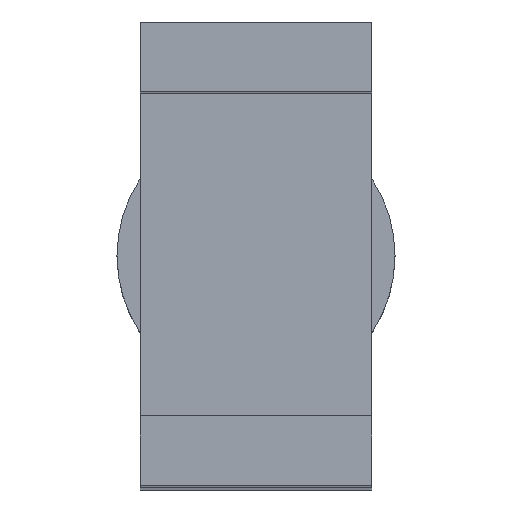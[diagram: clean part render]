
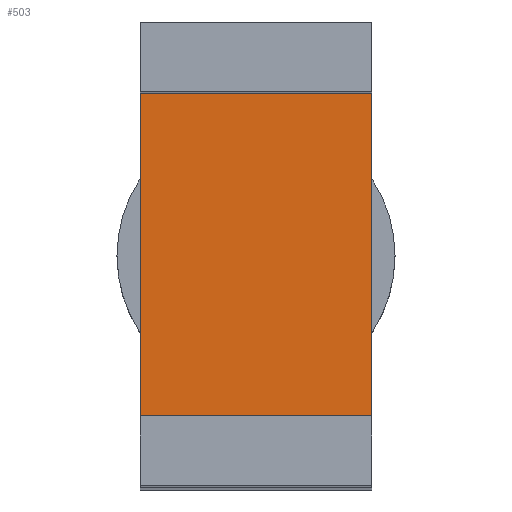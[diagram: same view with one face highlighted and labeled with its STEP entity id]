
A CAD part, top view. The second image highlights one B-rep face of the part: STEP entity #503.
In plain terms, the highlighted planar face has unit normal (0, 0, 1).
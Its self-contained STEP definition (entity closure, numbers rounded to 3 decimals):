
#20 = DIRECTION ( 'NONE',  ( 0., 1., 0. ) ) ;
#70 = VECTOR ( 'NONE', #774, 1000. ) ;
#100 = LINE ( 'NONE', #296, #1071 ) ;
#144 = CARTESIAN_POINT ( 'NONE',  ( -3., -4.2, 10.8 ) ) ;
#233 = VERTEX_POINT ( 'NONE', #1041 ) ;
#237 = EDGE_CURVE ( 'NONE', #1027, #233, #338, .T. ) ;
#272 = VERTEX_POINT ( 'NONE', #1081 ) ;
#296 = CARTESIAN_POINT ( 'NONE',  ( 3., -4.2, 10.8 ) ) ;
#301 = CARTESIAN_POINT ( 'NONE',  ( 0., 0., 10.8 ) ) ;
#338 = LINE ( 'NONE', #419, #70 ) ;
#391 = FACE_OUTER_BOUND ( 'NONE', #981, .T. ) ;
#419 = CARTESIAN_POINT ( 'NONE',  ( -3., -4.2, 10.8 ) ) ;
#479 = EDGE_CURVE ( 'NONE', #233, #272, #100, .T. ) ;
#503 = ADVANCED_FACE ( 'NONE', ( #391 ), #549, .F. ) ;
#524 = AXIS2_PLACEMENT_3D ( 'NONE', #301, #643, #656 ) ;
#549 = PLANE ( 'NONE',  #524 ) ;
#554 = ORIENTED_EDGE ( 'NONE', *, *, #738, .T. ) ;
#567 = ORIENTED_EDGE ( 'NONE', *, *, #583, .T. ) ;
#574 = DIRECTION ( 'NONE',  ( 0., -1., 0. ) ) ;
#583 = EDGE_CURVE ( 'NONE', #1012, #1027, #1118, .T. ) ;
#612 = CARTESIAN_POINT ( 'NONE',  ( -3., 4.2, 10.8 ) ) ;
#618 = DIRECTION ( 'NONE',  ( -1., 0., 0. ) ) ;
#637 = VECTOR ( 'NONE', #618, 1000. ) ;
#643 = DIRECTION ( 'NONE',  ( 0., 0., -1. ) ) ;
#656 = DIRECTION ( 'NONE',  ( -1., 0., 0. ) ) ;
#697 = VECTOR ( 'NONE', #574, 1000. ) ;
#733 = ORIENTED_EDGE ( 'NONE', *, *, #479, .T. ) ;
#738 = EDGE_CURVE ( 'NONE', #272, #1012, #889, .T. ) ;
#774 = DIRECTION ( 'NONE',  ( 1., 0., 0. ) ) ;
#805 = ORIENTED_EDGE ( 'NONE', *, *, #237, .T. ) ;
#889 = LINE ( 'NONE', #612, #637 ) ;
#937 = CARTESIAN_POINT ( 'NONE',  ( -3., 4.2, 10.8 ) ) ;
#981 = EDGE_LOOP ( 'NONE', ( #567, #805, #733, #554 ) ) ;
#1012 = VERTEX_POINT ( 'NONE', #937 ) ;
#1027 = VERTEX_POINT ( 'NONE', #1119 ) ;
#1041 = CARTESIAN_POINT ( 'NONE',  ( 3., -4.2, 10.8 ) ) ;
#1071 = VECTOR ( 'NONE', #20, 1000. ) ;
#1081 = CARTESIAN_POINT ( 'NONE',  ( 3., 4.2, 10.8 ) ) ;
#1118 = LINE ( 'NONE', #144, #697 ) ;
#1119 = CARTESIAN_POINT ( 'NONE',  ( -3., -4.2, 10.8 ) ) ;
